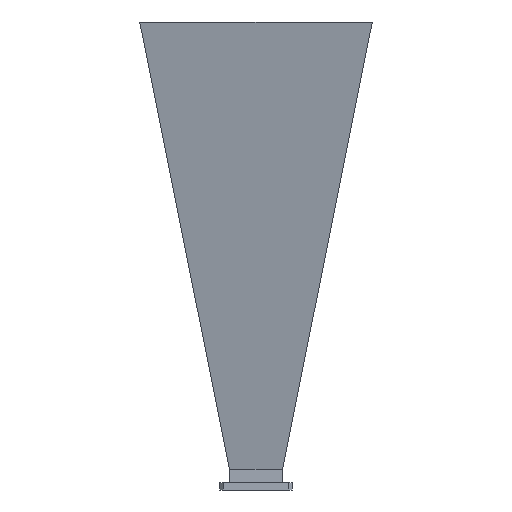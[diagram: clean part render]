
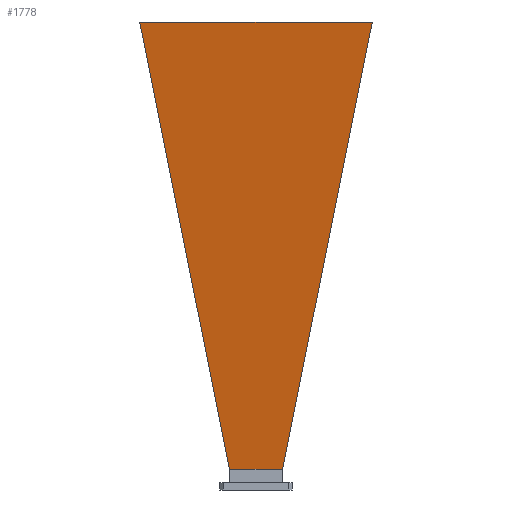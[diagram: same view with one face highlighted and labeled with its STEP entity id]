
A CAD part, left-side view. The second image highlights one B-rep face of the part: STEP entity #1778.
In plain terms, the highlighted planar face has unit normal (-0.987, 0, -0.159).
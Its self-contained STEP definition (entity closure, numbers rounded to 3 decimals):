
#7 = EDGE_CURVE ( 'NONE', #286, #231, #500, .T. ) ;
#33 = DIRECTION ( 'NONE',  ( -0.159, 0., 0.987 ) ) ;
#160 = ORIENTED_EDGE ( 'NONE', *, *, #1422, .T. ) ;
#194 = ORIENTED_EDGE ( 'NONE', *, *, #1827, .T. ) ;
#231 = VERTEX_POINT ( 'NONE', #1357 ) ;
#286 = VERTEX_POINT ( 'NONE', #1261 ) ;
#346 = PLANE ( 'NONE',  #1677 ) ;
#398 = CARTESIAN_POINT ( 'NONE',  ( -13.096, 23.205, 49.76 ) ) ;
#448 = LINE ( 'NONE', #1569, #1056 ) ;
#500 = LINE ( 'NONE', #1601, #764 ) ;
#507 = VECTOR ( 'NONE', #915, 1000. ) ;
#550 = CARTESIAN_POINT ( 'NONE',  ( -13.097, 0., 49.76 ) ) ;
#570 = VERTEX_POINT ( 'NONE', #1165 ) ;
#581 = ORIENTED_EDGE ( 'NONE', *, *, #1290, .T. ) ;
#596 = DIRECTION ( 'NONE',  ( 0., 1., 0. ) ) ;
#600 = CARTESIAN_POINT ( 'NONE',  ( -76.299, 101.803, 441.744 ) ) ;
#742 = LINE ( 'NONE', #600, #507 ) ;
#764 = VECTOR ( 'NONE', #898, 1000. ) ;
#898 = DIRECTION ( 'NONE',  ( -0.156, -0.194, 0.968 ) ) ;
#915 = DIRECTION ( 'NONE',  ( 0.156, -0.194, -0.968 ) ) ;
#1017 = VERTEX_POINT ( 'NONE', #398 ) ;
#1018 = DIRECTION ( 'NONE',  ( -0.987, 0., -0.159 ) ) ;
#1056 = VECTOR ( 'NONE', #596, 1000. ) ;
#1146 = VECTOR ( 'NONE', #1395, 1000. ) ;
#1165 = CARTESIAN_POINT ( 'NONE',  ( -76.299, 101.803, 441.744 ) ) ;
#1194 = CARTESIAN_POINT ( 'NONE',  ( -44.64, 0., 245.395 ) ) ;
#1261 = CARTESIAN_POINT ( 'NONE',  ( -13.096, -23.205, 49.76 ) ) ;
#1290 = EDGE_CURVE ( 'NONE', #1017, #286, #1376, .T. ) ;
#1304 = FACE_OUTER_BOUND ( 'NONE', #1456, .T. ) ;
#1357 = CARTESIAN_POINT ( 'NONE',  ( -76.299, -101.803, 441.744 ) ) ;
#1376 = LINE ( 'NONE', #550, #1146 ) ;
#1395 = DIRECTION ( 'NONE',  ( 0., -1., 0. ) ) ;
#1422 = EDGE_CURVE ( 'NONE', #231, #570, #448, .T. ) ;
#1456 = EDGE_LOOP ( 'NONE', ( #1708, #160, #194, #581 ) ) ;
#1569 = CARTESIAN_POINT ( 'NONE',  ( -76.299, 0., 441.744 ) ) ;
#1601 = CARTESIAN_POINT ( 'NONE',  ( -13.097, -23.205, 49.76 ) ) ;
#1677 = AXIS2_PLACEMENT_3D ( 'NONE', #1194, #1018, #33 ) ;
#1708 = ORIENTED_EDGE ( 'NONE', *, *, #7, .T. ) ;
#1778 = ADVANCED_FACE ( 'NONE', ( #1304 ), #346, .T. ) ;
#1827 = EDGE_CURVE ( 'NONE', #570, #1017, #742, .T. ) ;
